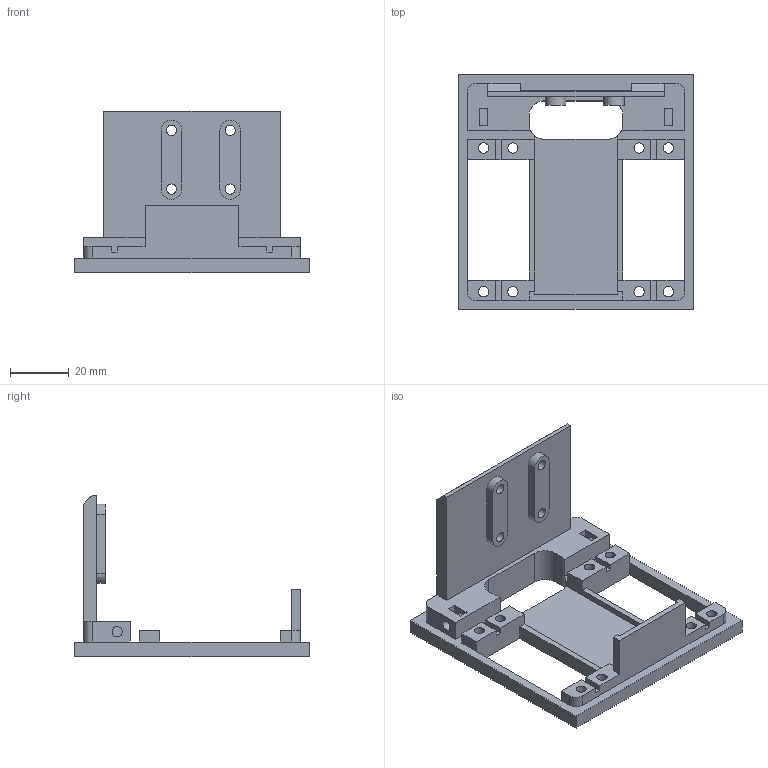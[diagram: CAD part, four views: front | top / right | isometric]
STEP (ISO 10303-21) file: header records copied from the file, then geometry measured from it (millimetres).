
FILE_DESCRIPTION(('FreeCAD Model'),'2;1');
FILE_NAME('chassis.step' ,'2016-02-18T10:12:41',('Author'),(''), 'Open CASCADE STEP processor 6.8','FreeCAD','Unknown');
FILE_SCHEMA(('AUTOMOTIVE_DESIGN_CC2 { 1 2 10303 214 -1 1 5 4 }'));
Length unit declared in the file: millimetre
Products named in the file (1): Cut113
Bounding box: 80 x 80 x 55 mm (x, y, z)
Volume: 34060 mm3; surface area: 23107 mm2
Topology: 1 solids, 1 shells, 137 faces, 415 edges, 288 vertices
Faces by surface type: plane 101, cylinder 36
Full cylindrical faces by diameter (mm): 3.5 x16
Entity records: 11337 total; most frequent: CARTESIAN_POINT 3599, DIRECTION 1273, ORIENTED_EDGE 830, PCURVE 830, DEFINITIONAL_REPRESENTATION 830, LINE 761, VECTOR 761, EDGE_CURVE 415
